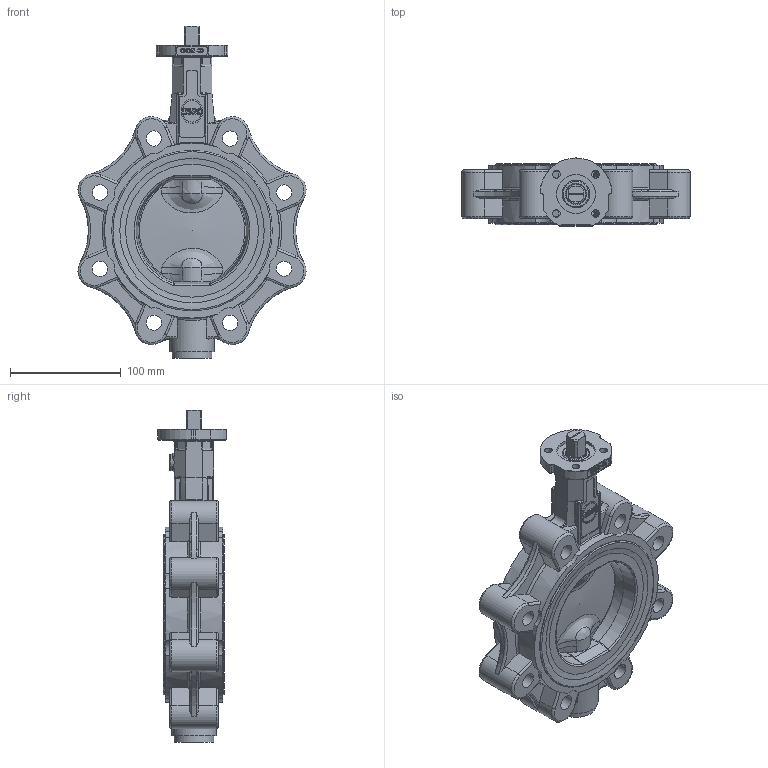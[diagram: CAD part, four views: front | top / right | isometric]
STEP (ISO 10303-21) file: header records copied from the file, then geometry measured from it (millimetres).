
FILE_DESCRIPTION((''),'2;1');
FILE_NAME('Z014-A-GG DN100 PN10.stp','2007-09-26T14:31:26',('hellwig'),(''),'Autodesk Inventor 11','Autodesk Inventor 11','');
FILE_SCHEMA(('AUTOMOTIVE_DESIGN { 1 0 10303 214 1 1 1 1 }'));
Length unit declared in the file: millimetre
Products named in the file (1): Bauteil169
Bounding box: 205.97 x 61.5 x 299.77 mm (x, y, z)
Volume: 1099344.2 mm3; surface area: 214614.1 mm2
Topology: 1 solids, 14 shells, 957 faces, 2501 edges, 1594 vertices
Faces by surface type: bspline 321, plane 289, cylinder 225, torus 76, cone 40, sphere 6
Full cylindrical faces by diameter (mm): 4 x1, 6 x1, 15 x1, 16.2 x3, 18 x8, 18.18 x3, 24.95 x3, 25.2 x1, 30 x1, 36 x1, 40 x1, 113.4 x1, 137 x1, 137.8 x1, 144.8 x1, 145 x1
Entity records: 43533 total; most frequent: CARTESIAN_POINT 22683, ORIENTED_EDGE 4608, DIRECTION 3696, EDGE_CURVE 2304, VERTEX_POINT 1538, AXIS2_PLACEMENT_3D 1411, EDGE_LOOP 1156, FACE_OUTER_BOUND 957
